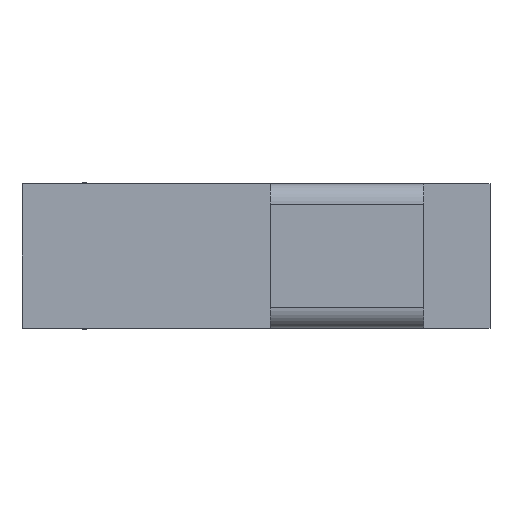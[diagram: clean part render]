
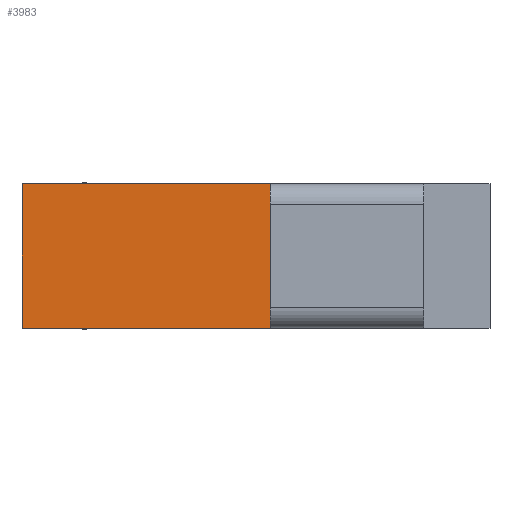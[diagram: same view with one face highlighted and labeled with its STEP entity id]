
A CAD part, left-side view. The second image highlights one B-rep face of the part: STEP entity #3983.
In plain terms, the highlighted planar face has unit normal (-1, 0, 0).
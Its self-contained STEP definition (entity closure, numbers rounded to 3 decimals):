
#888=DIRECTION('',(0.,0.,1.));
#889=VECTOR('',#888,7.);
#890=CARTESIAN_POINT('',(-0.308,3.482,-3.5));
#891=LINE('',#890,#889);
#895=DIRECTION('',(0.,-1.,0.));
#896=VECTOR('',#895,12.);
#897=CARTESIAN_POINT('',(-0.308,15.482,-3.5));
#898=LINE('',#897,#896);
#902=DIRECTION('',(0.,0.,-1.));
#903=VECTOR('',#902,7.);
#904=CARTESIAN_POINT('',(-0.308,15.482,3.5));
#905=LINE('',#904,#903);
#909=DIRECTION('',(0.,1.,0.));
#910=VECTOR('',#909,12.);
#911=CARTESIAN_POINT('',(-0.308,3.482,3.5));
#912=LINE('',#911,#910);
#2814=CARTESIAN_POINT('',(-0.308,3.482,-3.5));
#2815=VERTEX_POINT('',#2814);
#2816=CARTESIAN_POINT('',(-0.308,15.482,-3.5));
#2817=VERTEX_POINT('',#2816);
#2874=CARTESIAN_POINT('',(-0.308,3.482,3.5));
#2875=VERTEX_POINT('',#2874);
#2904=CARTESIAN_POINT('',(-0.308,15.482,3.5));
#2905=VERTEX_POINT('',#2904);
#3971=CARTESIAN_POINT('',(-0.308,15.482,0.));
#3972=DIRECTION('',(-1.,0.,0.));
#3973=DIRECTION('',(0.,-1.,0.));
#3974=AXIS2_PLACEMENT_3D('',#3971,#3972,#3973);
#3975=PLANE('',#3974);
#3976=ORIENTED_EDGE('',*,*,#3961,.F.);
#3977=ORIENTED_EDGE('',*,*,#3778,.F.);
#3979=ORIENTED_EDGE('',*,*,#3978,.F.);
#3980=ORIENTED_EDGE('',*,*,#3626,.F.);
#3981=EDGE_LOOP('',(#3976,#3977,#3979,#3980));
#3982=FACE_OUTER_BOUND('',#3981,.F.);
#3626=EDGE_CURVE('',#2875,#2905,#912,.T.);
#3778=EDGE_CURVE('',#2817,#2815,#898,.T.);
#3961=EDGE_CURVE('',#2815,#2875,#891,.T.);
#3978=EDGE_CURVE('',#2905,#2817,#905,.T.);
#3983=ADVANCED_FACE('',(#3982),#3975,.T.);
